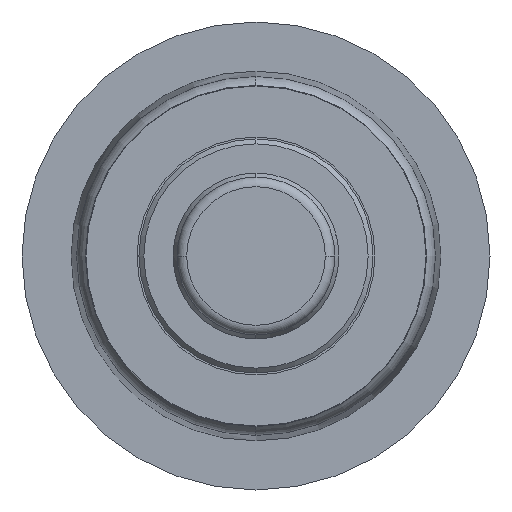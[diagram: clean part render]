
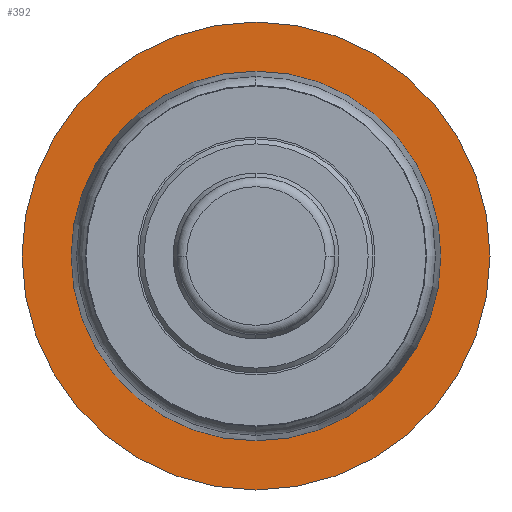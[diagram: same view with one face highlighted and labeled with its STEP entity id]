
A CAD part, left-side view. The second image highlights one B-rep face of the part: STEP entity #392.
In plain terms, the highlighted planar face has unit normal (-1, 0, 0).
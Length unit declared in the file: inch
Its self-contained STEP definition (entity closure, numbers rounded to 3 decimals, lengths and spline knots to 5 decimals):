
#13 = DIRECTION ( 'NONE',  ( -1., 0., 0. ) ) ;
#62 = DIRECTION ( 'NONE',  ( -1., 0., 0. ) ) ;
#69 = CIRCLE ( 'NONE', #1245, 1.185 ) ;
#173 = DIRECTION ( 'NONE',  ( 0., 1., 0. ) ) ;
#392 = ADVANCED_FACE ( 'NONE', ( #422, #3426 ), #2958, .F. ) ;
#408 = DIRECTION ( 'NONE',  ( 0., 0., 1. ) ) ;
#422 = FACE_BOUND ( 'NONE', #4621, .T. ) ;
#477 = AXIS2_PLACEMENT_3D ( 'NONE', #1769, #3654, #408 ) ;
#487 = DIRECTION ( 'NONE',  ( 0., 0., 1. ) ) ;
#632 = CARTESIAN_POINT ( 'NONE',  ( 2.65, 1.5, 0. ) ) ;
#790 = AXIS2_PLACEMENT_3D ( 'NONE', #3866, #62, #1488 ) ;
#882 = VERTEX_POINT ( 'NONE', #3052 ) ;
#1245 = AXIS2_PLACEMENT_3D ( 'NONE', #1544, #3412, #2462 ) ;
#1488 = DIRECTION ( 'NONE',  ( 0., 0., 1. ) ) ;
#1544 = CARTESIAN_POINT ( 'NONE',  ( 2.65, 0., 0. ) ) ;
#1604 = CARTESIAN_POINT ( 'NONE',  ( 2.65, 0., -1.5 ) ) ;
#1622 = AXIS2_PLACEMENT_3D ( 'NONE', #1816, #13, #487 ) ;
#1769 = CARTESIAN_POINT ( 'NONE',  ( 2.65, 0., 0. ) ) ;
#1816 = CARTESIAN_POINT ( 'NONE',  ( 2.65, 0., 0. ) ) ;
#1844 = VERTEX_POINT ( 'NONE', #2729 ) ;
#2462 = DIRECTION ( 'NONE',  ( 0., 0., 1. ) ) ;
#2519 = ORIENTED_EDGE ( 'NONE', *, *, #2696, .F. ) ;
#2696 = EDGE_CURVE ( 'NONE', #3882, #1844, #4080, .T. ) ;
#2729 = CARTESIAN_POINT ( 'NONE',  ( 2.65, 0., -1.185 ) ) ;
#2903 = EDGE_CURVE ( 'NONE', #1844, #3882, #69, .T. ) ;
#2910 = ORIENTED_EDGE ( 'NONE', *, *, #2947, .T. ) ;
#2947 = EDGE_CURVE ( 'NONE', #6051, #882, #3088, .T. ) ;
#2958 = PLANE ( 'NONE',  #5611 ) ;
#3052 = CARTESIAN_POINT ( 'NONE',  ( 2.65, 0., 1.5 ) ) ;
#3088 = CIRCLE ( 'NONE', #477, 1.5 ) ;
#3412 = DIRECTION ( 'NONE',  ( -1., 0., 0. ) ) ;
#3426 = FACE_OUTER_BOUND ( 'NONE', #4280, .T. ) ;
#3654 = DIRECTION ( 'NONE',  ( -1., 0., 0. ) ) ;
#3866 = CARTESIAN_POINT ( 'NONE',  ( 2.65, 0., 0. ) ) ;
#3882 = VERTEX_POINT ( 'NONE', #4351 ) ;
#4015 = ORIENTED_EDGE ( 'NONE', *, *, #2903, .F. ) ;
#4080 = CIRCLE ( 'NONE', #1622, 1.185 ) ;
#4134 = ORIENTED_EDGE ( 'NONE', *, *, #4986, .T. ) ;
#4280 = EDGE_LOOP ( 'NONE', ( #4134, #2910 ) ) ;
#4351 = CARTESIAN_POINT ( 'NONE',  ( 2.65, 0., 1.185 ) ) ;
#4385 = DIRECTION ( 'NONE',  ( 1., 0., 0. ) ) ;
#4621 = EDGE_LOOP ( 'NONE', ( #4015, #2519 ) ) ;
#4986 = EDGE_CURVE ( 'NONE', #882, #6051, #5530, .T. ) ;
#5530 = CIRCLE ( 'NONE', #790, 1.5 ) ;
#5611 = AXIS2_PLACEMENT_3D ( 'NONE', #632, #4385, #173 ) ;
#6051 = VERTEX_POINT ( 'NONE', #1604 ) ;
